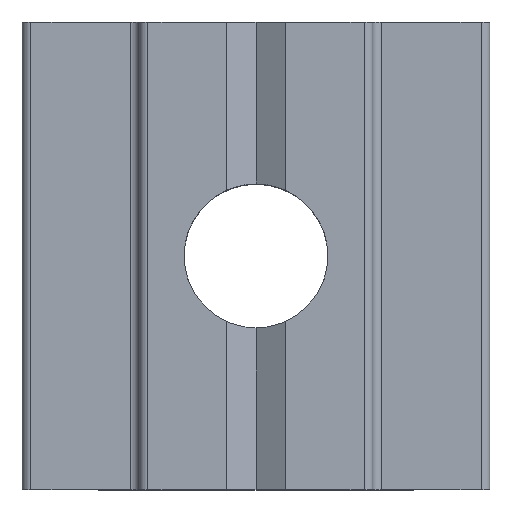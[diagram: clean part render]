
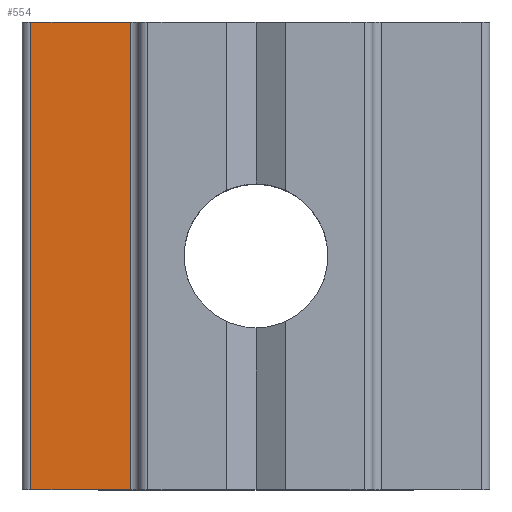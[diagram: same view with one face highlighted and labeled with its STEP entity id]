
A CAD part, top view. The second image highlights one B-rep face of the part: STEP entity #554.
In plain terms, the highlighted planar face has unit normal (0, 0, 1).
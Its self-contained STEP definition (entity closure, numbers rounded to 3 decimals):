
#1 = DIRECTION ( 'NONE',  ( 0., 0., -1. ) ) ;
#47 = ORIENTED_EDGE ( 'NONE', *, *, #67, .T. ) ;
#67 = EDGE_CURVE ( 'NONE', #466, #464, #1047, .T. ) ;
#198 = CARTESIAN_POINT ( 'NONE',  ( -4.3, -8., 0. ) ) ;
#203 = VECTOR ( 'NONE', #965, 1000. ) ;
#225 = DIRECTION ( 'NONE',  ( 1., 0., 0. ) ) ;
#227 = ORIENTED_EDGE ( 'NONE', *, *, #902, .F. ) ;
#371 = ORIENTED_EDGE ( 'NONE', *, *, #1040, .F. ) ;
#374 = LINE ( 'NONE', #728, #579 ) ;
#376 = AXIS2_PLACEMENT_3D ( 'NONE', #737, #1, #573 ) ;
#384 = DIRECTION ( 'NONE',  ( 1., 0., 0. ) ) ;
#464 = VERTEX_POINT ( 'NONE', #198 ) ;
#466 = VERTEX_POINT ( 'NONE', #704 ) ;
#467 = VECTOR ( 'NONE', #1050, 1000. ) ;
#483 = CARTESIAN_POINT ( 'NONE',  ( -4.3, 8., 0. ) ) ;
#547 = LINE ( 'NONE', #665, #203 ) ;
#554 = ADVANCED_FACE ( 'NONE', ( #742 ), #879, .F. ) ;
#573 = DIRECTION ( 'NONE',  ( 0., 1., 0. ) ) ;
#579 = VECTOR ( 'NONE', #384, 1000. ) ;
#625 = VERTEX_POINT ( 'NONE', #483 ) ;
#628 = LINE ( 'NONE', #822, #467 ) ;
#665 = CARTESIAN_POINT ( 'NONE',  ( -4.3, -8., 0. ) ) ;
#696 = VERTEX_POINT ( 'NONE', #830 ) ;
#704 = CARTESIAN_POINT ( 'NONE',  ( -7.7, -8., 0. ) ) ;
#720 = ORIENTED_EDGE ( 'NONE', *, *, #1025, .F. ) ;
#728 = CARTESIAN_POINT ( 'NONE',  ( -8., 8., 0. ) ) ;
#737 = CARTESIAN_POINT ( 'NONE',  ( -8., -8., 0. ) ) ;
#742 = FACE_OUTER_BOUND ( 'NONE', #861, .T. ) ;
#822 = CARTESIAN_POINT ( 'NONE',  ( -7.7, -8., 0. ) ) ;
#830 = CARTESIAN_POINT ( 'NONE',  ( -7.7, 8., 0. ) ) ;
#861 = EDGE_LOOP ( 'NONE', ( #371, #227, #720, #47 ) ) ;
#879 = PLANE ( 'NONE',  #376 ) ;
#902 = EDGE_CURVE ( 'NONE', #696, #625, #374, .T. ) ;
#945 = VECTOR ( 'NONE', #225, 1000. ) ;
#965 = DIRECTION ( 'NONE',  ( 0., -1., 0. ) ) ;
#1025 = EDGE_CURVE ( 'NONE', #466, #696, #628, .T. ) ;
#1032 = CARTESIAN_POINT ( 'NONE',  ( -8., -8., 0. ) ) ;
#1040 = EDGE_CURVE ( 'NONE', #625, #464, #547, .T. ) ;
#1047 = LINE ( 'NONE', #1032, #945 ) ;
#1050 = DIRECTION ( 'NONE',  ( 0., 1., 0. ) ) ;
